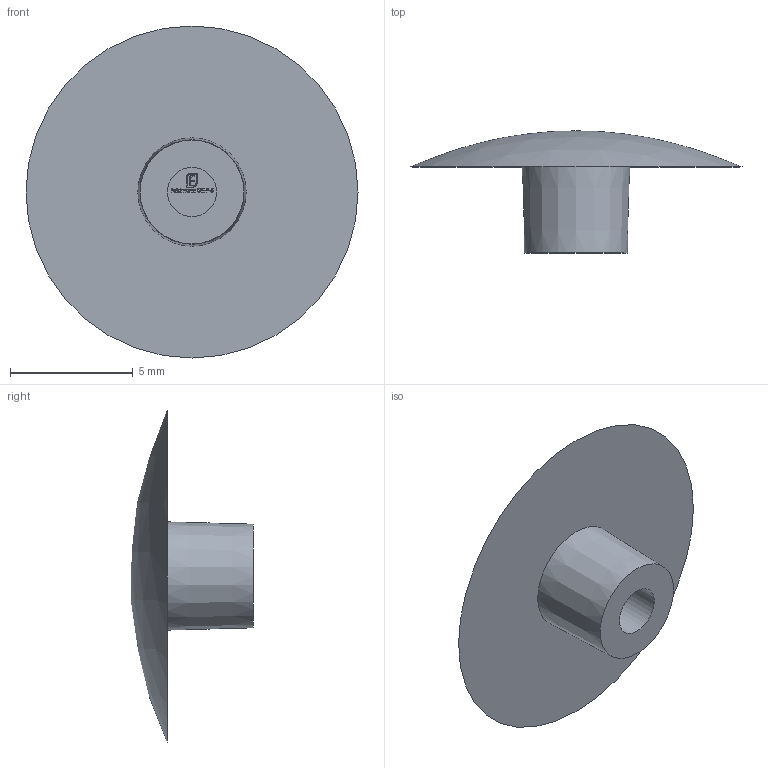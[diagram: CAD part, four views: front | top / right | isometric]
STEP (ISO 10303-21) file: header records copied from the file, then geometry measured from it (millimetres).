
FILE_DESCRIPTION (( 'STEP AP203' ), '1' );
FILE_NAME ('GK-P-S.step', '2022-04-07T09:57:27', ( '' ), ( '' ), 'SwSTEP 2.0', 'SolidWorks 2018', '' );
FILE_SCHEMA (( 'CONFIG_CONTROL_DESIGN' ));
Length unit declared in the file: millimetre
Products named in the file (1): GK-P-S
Bounding box: 13.5 x 4.97 x 13.5 mm (x, y, z)
Volume: 149.1 mm3; surface area: 362.8 mm2
Topology: 1 solids, 1 shells, 232 faces, 628 edges, 419 vertices
Faces by surface type: plane 131, bspline 98, cone 1, cylinder 1, sphere 1
Full cylindrical faces by diameter (mm): 2 x1
Entity records: 11552 total; most frequent: CARTESIAN_POINT 6304, ORIENTED_EDGE 1252, DIRECTION 705, EDGE_CURVE 626, LINE 425, VECTOR 425, VERTEX_POINT 419, EDGE_LOOP 255
